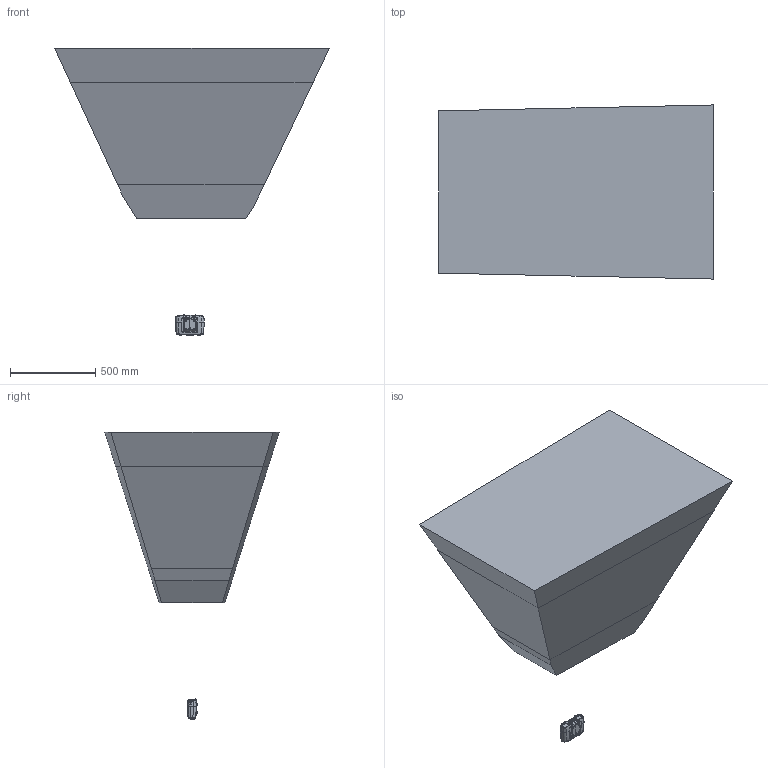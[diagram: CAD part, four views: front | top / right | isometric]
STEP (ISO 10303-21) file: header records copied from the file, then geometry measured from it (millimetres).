
FILE_DESCRIPTION (( 'STEP AP203' ), '1' );
FILE_NAME ('Zivid Two L100 with FOV.STEP', '2023-04-19T15:36:23', ( '' ), ( '' ), 'SwSTEP 2.0', 'SolidWorks 2021', '' );
FILE_SCHEMA (( 'CONFIG_CONTROL_DESIGN' ));
Products named in the file (3): Carbon Web; Carbon 1000 FOV; Zivid Two L100 with FOV
Assembly tree (2 placements, depth 2):
  Zivid Two L100 with FOV
    Carbon Web
    Carbon 1000 FOV
Bounding box: 1613.69 x 1023.12 x 1686.62 mm (x, y, z)
Volume: 826194193.6 mm3; surface area: 9134070.4 mm2
Topology: 5 solids, 5 shells, 3351 faces, 8095 edges, 4700 vertices
Faces by surface type: bspline 3014, plane 126, torus 78, cone 68, cylinder 63, sphere 2
Entity records: 532122 total; most frequent: CARTESIAN_POINT 478101, ORIENTED_EDGE 16056, EDGE_CURVE 8028, B_SPLINE_CURVE_WITH_KNOTS 6911, VERTEX_POINT 4697, EDGE_LOOP 3361, ADVANCED_FACE 3351, FACE_OUTER_BOUND 3351
